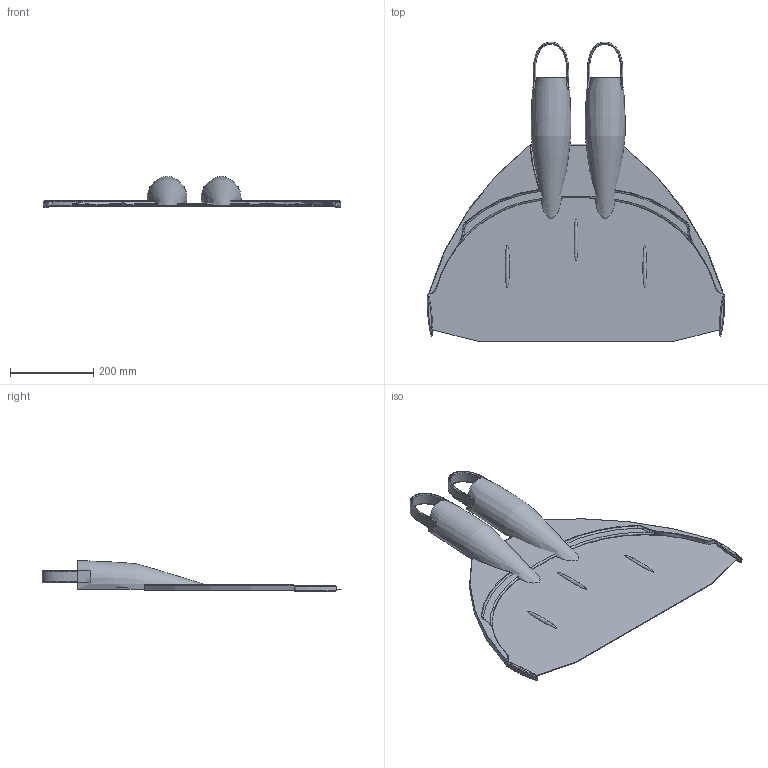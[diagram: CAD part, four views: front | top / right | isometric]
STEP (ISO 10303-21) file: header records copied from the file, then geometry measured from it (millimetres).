
FILE_DESCRIPTION(/* description */ (''),/* implementation_level */ '2;1');
FILE_NAME(/* name */ 'test-chausson.step',/* time_stamp */ '2025-12-20T16:57:06+01:00',/* author */ (''),/* organization */ (''),/* preprocessor_version */ 'ST-DEVELOPER v20.1',/* originating_system */ 'Autodesk Translation Framework v14.21.0.0',/* authorisation */ '');
FILE_SCHEMA (('AUTOMOTIVE_DESIGN { 1 0 10303 214 3 1 1 }'));
Length unit declared in the file: millimetre
Products named in the file (2): test-chausson; chausson1
Assembly tree (1 placements, depth 2):
  test-chausson
    chausson1
Bounding box: 715.07 x 720.49 x 74.99 mm (x, y, z)
Volume: 2065540.8 mm3; surface area: 827804.3 mm2
Topology: 5 solids, 5 shells, 132 faces, 336 edges, 195 vertices
Faces by surface type: bspline 55, plane 34, torus 29, cylinder 14
Entity records: 9451 total; most frequent: CARTESIAN_POINT 6691, ORIENTED_EDGE 620, DIRECTION 476, EDGE_CURVE 310, AXIS2_PLACEMENT_3D 203, VERTEX_POINT 195, EDGE_LOOP 139, FACE_OUTER_BOUND 132
